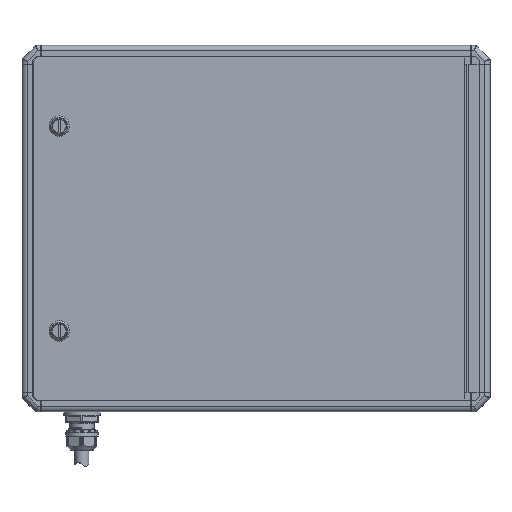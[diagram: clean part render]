
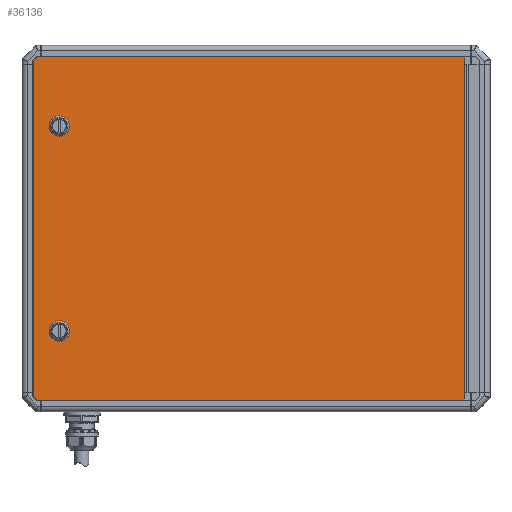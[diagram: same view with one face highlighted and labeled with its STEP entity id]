
A CAD part, top view. The second image highlights one B-rep face of the part: STEP entity #36136.
In plain terms, the highlighted planar face has unit normal (0, 0, 1).
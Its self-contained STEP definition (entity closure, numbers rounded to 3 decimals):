
#117 = EDGE_CURVE ( 'NONE', #22662, #24467, #23454, .T. ) ;
#242 = DIRECTION ( 'NONE',  ( 0., -1., 0. ) ) ;
#1289 = CARTESIAN_POINT ( 'NONE',  ( 159., -125.5, 2. ) ) ;
#1457 = ORIENTED_EDGE ( 'NONE', *, *, #37332, .T. ) ;
#1580 = CARTESIAN_POINT ( 'NONE',  ( -159., 126.5, 2. ) ) ;
#1801 = CARTESIAN_POINT ( 'NONE',  ( -140., 75.5, 2. ) ) ;
#2270 = AXIS2_PLACEMENT_3D ( 'NONE', #23147, #35555, #19650 ) ;
#2541 = VECTOR ( 'NONE', #2786, 1000. ) ;
#2786 = DIRECTION ( 'NONE',  ( 0.707, -0.707, 0. ) ) ;
#4073 = VECTOR ( 'NONE', #4127, 1000. ) ;
#4127 = DIRECTION ( 'NONE',  ( 0., 1., 0. ) ) ;
#4297 = VECTOR ( 'NONE', #26318, 1000. ) ;
#4777 = FACE_BOUND ( 'NONE', #32149, .T. ) ;
#5074 = EDGE_CURVE ( 'NONE', #19605, #22934, #29523, .T. ) ;
#5089 = EDGE_LOOP ( 'NONE', ( #31022, #39701, #34508, #1457, #34637, #7396, #7509, #24169 ) ) ;
#5425 = DIRECTION ( 'NONE',  ( 0., 1., 0. ) ) ;
#5993 = VECTOR ( 'NONE', #35641, 1000. ) ;
#6441 = ORIENTED_EDGE ( 'NONE', *, *, #117, .F. ) ;
#7038 = CARTESIAN_POINT ( 'NONE',  ( 159., 126.5, 2. ) ) ;
#7235 = VERTEX_POINT ( 'NONE', #28248 ) ;
#7396 = ORIENTED_EDGE ( 'NONE', *, *, #24463, .T. ) ;
#7504 = LINE ( 'NONE', #26538, #5993 ) ;
#7509 = ORIENTED_EDGE ( 'NONE', *, *, #36445, .T. ) ;
#7579 = CARTESIAN_POINT ( 'NONE',  ( -140., 83., 2. ) ) ;
#7733 = VERTEX_POINT ( 'NONE', #1289 ) ;
#7874 = CARTESIAN_POINT ( 'NONE',  ( -0.5, -285., 2. ) ) ;
#8375 = CARTESIAN_POINT ( 'NONE',  ( -159., 123.5, 2. ) ) ;
#10240 = AXIS2_PLACEMENT_3D ( 'NONE', #17646, #29838, #27346 ) ;
#10333 = VECTOR ( 'NONE', #26835, 1000. ) ;
#10392 = CARTESIAN_POINT ( 'NONE',  ( -284., -1.5, 2. ) ) ;
#11195 = DIRECTION ( 'NONE',  ( 0.707, 0.707, 0. ) ) ;
#11447 = EDGE_CURVE ( 'NONE', #18297, #19605, #22823, .T. ) ;
#12306 = CARTESIAN_POINT ( 'NONE',  ( -140., -75.5, 2. ) ) ;
#12716 = CIRCLE ( 'NONE', #33179, 7.5 ) ;
#12991 = VERTEX_POINT ( 'NONE', #23139 ) ;
#13585 = CIRCLE ( 'NONE', #16217, 7.5 ) ;
#13731 = CARTESIAN_POINT ( 'NONE',  ( -140., -68., 2. ) ) ;
#13734 = CARTESIAN_POINT ( 'NONE',  ( -159., -126.5, 2. ) ) ;
#14107 = LINE ( 'NONE', #7038, #4073 ) ;
#14280 = VECTOR ( 'NONE', #11195, 1000. ) ;
#14400 = EDGE_CURVE ( 'NONE', #22934, #14435, #26133, .T. ) ;
#14435 = VERTEX_POINT ( 'NONE', #26747 ) ;
#14570 = DIRECTION ( 'NONE',  ( 0., 0., 1. ) ) ;
#15397 = CIRCLE ( 'NONE', #31246, 7.5 ) ;
#16168 = LINE ( 'NONE', #1580, #10333 ) ;
#16217 = AXIS2_PLACEMENT_3D ( 'NONE', #33588, #14570, #5425 ) ;
#17393 = EDGE_CURVE ( 'NONE', #7733, #24142, #14107, .T. ) ;
#17439 = LINE ( 'NONE', #10392, #4297 ) ;
#17646 = CARTESIAN_POINT ( 'NONE',  ( -159., -126.5, 2. ) ) ;
#18045 = FACE_BOUND ( 'NONE', #31557, .T. ) ;
#18297 = VERTEX_POINT ( 'NONE', #8375 ) ;
#18987 = EDGE_CURVE ( 'NONE', #12991, #32904, #15397, .T. ) ;
#19070 = CARTESIAN_POINT ( 'NONE',  ( 158., 126.5, 2. ) ) ;
#19603 = ORIENTED_EDGE ( 'NONE', *, *, #33414, .F. ) ;
#19605 = VERTEX_POINT ( 'NONE', #32153 ) ;
#19650 = DIRECTION ( 'NONE',  ( 0., 1., 0. ) ) ;
#20853 = CARTESIAN_POINT ( 'NONE',  ( -156., -126.5, 2. ) ) ;
#21063 = DIRECTION ( 'NONE',  ( 0., 1., 0. ) ) ;
#21262 = DIRECTION ( 'NONE',  ( 0., 0., 1. ) ) ;
#22024 = DIRECTION ( 'NONE',  ( 0., 1., 0. ) ) ;
#22508 = VERTEX_POINT ( 'NONE', #19070 ) ;
#22662 = VERTEX_POINT ( 'NONE', #29798 ) ;
#22823 = LINE ( 'NONE', #34632, #37748 ) ;
#22934 = VERTEX_POINT ( 'NONE', #20853 ) ;
#23139 = CARTESIAN_POINT ( 'NONE',  ( -140., 68., 2. ) ) ;
#23147 = CARTESIAN_POINT ( 'NONE',  ( -140., -75.5, 2. ) ) ;
#23454 = CIRCLE ( 'NONE', #2270, 7.5 ) ;
#24139 = CARTESIAN_POINT ( 'NONE',  ( 159., 125.5, 2. ) ) ;
#24142 = VERTEX_POINT ( 'NONE', #24139 ) ;
#24169 = ORIENTED_EDGE ( 'NONE', *, *, #33739, .T. ) ;
#24463 = EDGE_CURVE ( 'NONE', #24142, #22508, #7504, .T. ) ;
#24467 = VERTEX_POINT ( 'NONE', #13731 ) ;
#25842 = EDGE_CURVE ( 'NONE', #24467, #22662, #12716, .T. ) ;
#26133 = LINE ( 'NONE', #13734, #40167 ) ;
#26318 = DIRECTION ( 'NONE',  ( -0.707, -0.707, 0. ) ) ;
#26538 = CARTESIAN_POINT ( 'NONE',  ( 126., 158.5, 2. ) ) ;
#26541 = DIRECTION ( 'NONE',  ( 1., 0., 0. ) ) ;
#26737 = FACE_OUTER_BOUND ( 'NONE', #5089, .T. ) ;
#26747 = CARTESIAN_POINT ( 'NONE',  ( 158., -126.5, 2. ) ) ;
#26835 = DIRECTION ( 'NONE',  ( -1., 0., 0. ) ) ;
#27346 = DIRECTION ( 'NONE',  ( 1., 0., 0. ) ) ;
#27739 = ORIENTED_EDGE ( 'NONE', *, *, #18987, .F. ) ;
#28248 = CARTESIAN_POINT ( 'NONE',  ( -156., 126.5, 2. ) ) ;
#29523 = LINE ( 'NONE', #30739, #2541 ) ;
#29798 = CARTESIAN_POINT ( 'NONE',  ( -140., -83., 2. ) ) ;
#29838 = DIRECTION ( 'NONE',  ( 0., 0., 1. ) ) ;
#30739 = CARTESIAN_POINT ( 'NONE',  ( -157.5, -125., 2. ) ) ;
#31022 = ORIENTED_EDGE ( 'NONE', *, *, #11447, .T. ) ;
#31246 = AXIS2_PLACEMENT_3D ( 'NONE', #1801, #21262, #21063 ) ;
#31557 = EDGE_LOOP ( 'NONE', ( #38465, #6441 ) ) ;
#32149 = EDGE_LOOP ( 'NONE', ( #19603, #27739 ) ) ;
#32153 = CARTESIAN_POINT ( 'NONE',  ( -159., -123.5, 2. ) ) ;
#32728 = LINE ( 'NONE', #7874, #14280 ) ;
#32904 = VERTEX_POINT ( 'NONE', #7579 ) ;
#33179 = AXIS2_PLACEMENT_3D ( 'NONE', #12306, #37726, #22024 ) ;
#33414 = EDGE_CURVE ( 'NONE', #32904, #12991, #13585, .T. ) ;
#33588 = CARTESIAN_POINT ( 'NONE',  ( -140., 75.5, 2. ) ) ;
#33739 = EDGE_CURVE ( 'NONE', #7235, #18297, #17439, .T. ) ;
#34508 = ORIENTED_EDGE ( 'NONE', *, *, #14400, .T. ) ;
#34632 = CARTESIAN_POINT ( 'NONE',  ( -159., 126.5, 2. ) ) ;
#34637 = ORIENTED_EDGE ( 'NONE', *, *, #17393, .T. ) ;
#35555 = DIRECTION ( 'NONE',  ( 0., 0., 1. ) ) ;
#35641 = DIRECTION ( 'NONE',  ( -0.707, 0.707, 0. ) ) ;
#36136 = ADVANCED_FACE ( 'NONE', ( #18045, #26737, #4777 ), #36846, .T. ) ;
#36445 = EDGE_CURVE ( 'NONE', #22508, #7235, #16168, .T. ) ;
#36846 = PLANE ( 'NONE',  #10240 ) ;
#37332 = EDGE_CURVE ( 'NONE', #14435, #7733, #32728, .T. ) ;
#37726 = DIRECTION ( 'NONE',  ( 0., 0., 1. ) ) ;
#37748 = VECTOR ( 'NONE', #242, 1000. ) ;
#38465 = ORIENTED_EDGE ( 'NONE', *, *, #25842, .F. ) ;
#39701 = ORIENTED_EDGE ( 'NONE', *, *, #5074, .T. ) ;
#40167 = VECTOR ( 'NONE', #26541, 1000. ) ;
